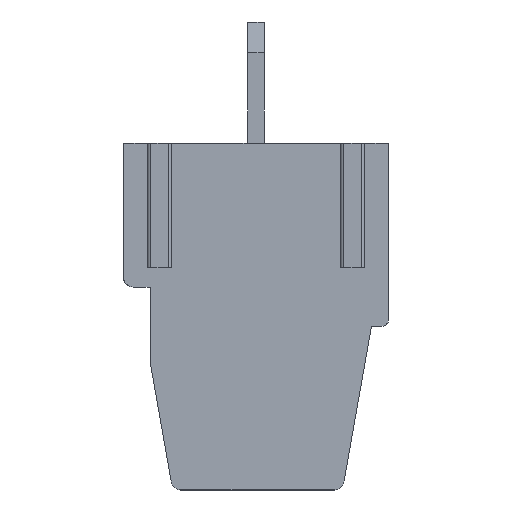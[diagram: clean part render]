
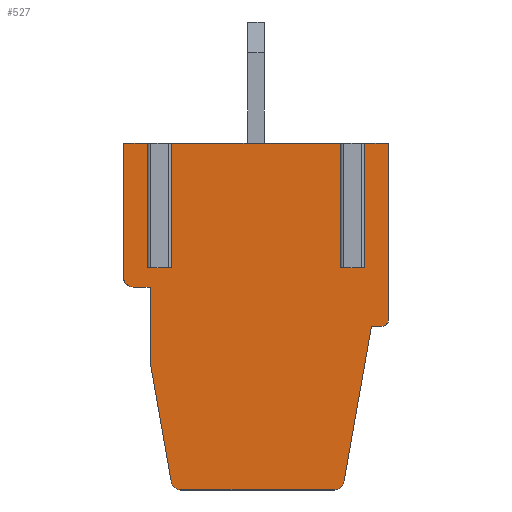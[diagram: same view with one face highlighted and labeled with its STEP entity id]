
A CAD part, front view. The second image highlights one B-rep face of the part: STEP entity #527.
In plain terms, the highlighted planar face has unit normal (0, -1, 0).
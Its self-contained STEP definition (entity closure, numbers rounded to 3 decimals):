
#527 = ADVANCED_FACE( '', ( #1098 ), #1099, .F. );
#1098 = FACE_OUTER_BOUND( '', #1706, .T. );
#1099 = PLANE( '', #1707 );
#1706 = EDGE_LOOP( '', ( #3271, #3272, #3273, #3274, #3275, #3276, #3277, #3278, #3279, #3280, #3281, #3282, #3283, #3284, #3285, #3286, #3287, #3288, #3289, #3290, #3291 ) );
#1707 = AXIS2_PLACEMENT_3D( '', #3292, #3293, #3294 );
#3271 = ORIENTED_EDGE( '', *, *, #4317, .T. );
#3272 = ORIENTED_EDGE( '', *, *, #4277, .T. );
#3273 = ORIENTED_EDGE( '', *, *, #3801, .F. );
#3274 = ORIENTED_EDGE( '', *, *, #3794, .T. );
#3275 = ORIENTED_EDGE( '', *, *, #4316, .T. );
#3276 = ORIENTED_EDGE( '', *, *, #4201, .T. );
#3277 = ORIENTED_EDGE( '', *, *, #4355, .F. );
#3278 = ORIENTED_EDGE( '', *, *, #3909, .T. );
#3279 = ORIENTED_EDGE( '', *, *, #4313, .T. );
#3280 = ORIENTED_EDGE( '', *, *, #4336, .T. );
#3281 = ORIENTED_EDGE( '', *, *, #4174, .T. );
#3282 = ORIENTED_EDGE( '', *, *, #4128, .F. );
#3283 = ORIENTED_EDGE( '', *, *, #4356, .F. );
#3284 = ORIENTED_EDGE( '', *, *, #4357, .F. );
#3285 = ORIENTED_EDGE( '', *, *, #4358, .T. );
#3286 = ORIENTED_EDGE( '', *, *, #4340, .T. );
#3287 = ORIENTED_EDGE( '', *, *, #4036, .T. );
#3288 = ORIENTED_EDGE( '', *, *, #4169, .F. );
#3289 = ORIENTED_EDGE( '', *, *, #4216, .F. );
#3290 = ORIENTED_EDGE( '', *, *, #3876, .T. );
#3291 = ORIENTED_EDGE( '', *, *, #4359, .T. );
#3292 = CARTESIAN_POINT( '', ( 88.298, -45., -4.395 ) );
#3293 = DIRECTION( '', ( 0., 1., 0. ) );
#3294 = DIRECTION( '', ( -1., 0., 0. ) );
#3794 = EDGE_CURVE( '', #4612, #4609, #4613, .F. );
#3801 = EDGE_CURVE( '', #4612, #4624, #4625, .T. );
#3876 = EDGE_CURVE( '', #4750, #4748, #4751, .F. );
#3909 = EDGE_CURVE( '', #4807, #4804, #4808, .F. );
#4036 = EDGE_CURVE( '', #5004, #5002, #5005, .F. );
#4128 = EDGE_CURVE( '', #5144, #5147, #5148, .T. );
#4169 = EDGE_CURVE( '', #5203, #5002, #5205, .T. );
#4174 = EDGE_CURVE( '', #5210, #5147, #5211, .F. );
#4201 = EDGE_CURVE( '', #5245, #5247, #5249, .T. );
#4216 = EDGE_CURVE( '', #4750, #5203, #5268, .T. );
#4277 = EDGE_CURVE( '', #5346, #4624, #5348, .T. );
#4313 = EDGE_CURVE( '', #4804, #5389, #5391, .T. );
#4316 = EDGE_CURVE( '', #4609, #5245, #5395, .T. );
#4317 = EDGE_CURVE( '', #5396, #5346, #5397, .T. );
#4336 = EDGE_CURVE( '', #5389, #5210, #5420, .T. );
#4340 = EDGE_CURVE( '', #5424, #5004, #5425, .T. );
#4355 = EDGE_CURVE( '', #4807, #5247, #5444, .T. );
#4356 = EDGE_CURVE( '', #5445, #5144, #5446, .T. );
#4357 = EDGE_CURVE( '', #5447, #5445, #5448, .T. );
#4358 = EDGE_CURVE( '', #5447, #5424, #5449, .F. );
#4359 = EDGE_CURVE( '', #4748, #5396, #5450, .T. );
#4609 = VERTEX_POINT( '', #5787 );
#4612 = VERTEX_POINT( '', #5790 );
#4613 = LINE( '', #5791, #5792 );
#4624 = VERTEX_POINT( '', #5806 );
#4625 = LINE( '', #5807, #5808 );
#4748 = VERTEX_POINT( '', #5983 );
#4750 = VERTEX_POINT( '', #5986 );
#4751 = CIRCLE( '', #5987, 0.198 );
#4804 = VERTEX_POINT( '', #6062 );
#4807 = VERTEX_POINT( '', #6065 );
#4808 = LINE( '', #6066, #6067 );
#5002 = VERTEX_POINT( '', #6353 );
#5004 = VERTEX_POINT( '', #6356 );
#5005 = CIRCLE( '', #6357, 0.298 );
#5144 = VERTEX_POINT( '', #6563 );
#5147 = VERTEX_POINT( '', #6567 );
#5148 = LINE( '', #6568, #6569 );
#5203 = VERTEX_POINT( '', #6652 );
#5205 = LINE( '', #6655, #6656 );
#5210 = VERTEX_POINT( '', #6663 );
#5211 = CIRCLE( '', #6664, 0.298 );
#5245 = VERTEX_POINT( '', #6716 );
#5247 = VERTEX_POINT( '', #6718 );
#5249 = LINE( '', #6720, #6721 );
#5268 = LINE( '', #6749, #6750 );
#5346 = VERTEX_POINT( '', #6868 );
#5348 = LINE( '', #6870, #6871 );
#5389 = VERTEX_POINT( '', #6928 );
#5391 = LINE( '', #6931, #6932 );
#5395 = LINE( '', #6938, #6939 );
#5396 = VERTEX_POINT( '', #6940 );
#5397 = LINE( '', #6941, #6942 );
#5420 = LINE( '', #6978, #6979 );
#5424 = VERTEX_POINT( '', #6985 );
#5425 = LINE( '', #6986, #6987 );
#5444 = LINE( '', #7013, #7014 );
#5445 = VERTEX_POINT( '', #7015 );
#5446 = LINE( '', #7016, #7017 );
#5447 = VERTEX_POINT( '', #7018 );
#5448 = LINE( '', #7019, #7020 );
#5449 = CIRCLE( '', #7021, 0.298 );
#5450 = LINE( '', #7022, #7023 );
#5787 = CARTESIAN_POINT( '', ( 94.63, -45., 0. ) );
#5790 = CARTESIAN_POINT( '', ( 94.63, -45., -3.8 ) );
#5791 = CARTESIAN_POINT( '', ( 94.63, -45., 0. ) );
#5792 = VECTOR( '', #7218, 1000. );
#5806 = CARTESIAN_POINT( '', ( 95.37, -45., -3.8 ) );
#5807 = CARTESIAN_POINT( '', ( 94.68, -45., -3.8 ) );
#5808 = VECTOR( '', #7228, 1000. );
#5983 = CARTESIAN_POINT( '', ( 96.096, -45., -5.398 ) );
#5986 = CARTESIAN_POINT( '', ( 95.898, -45., -5.596 ) );
#5987 = AXIS2_PLACEMENT_3D( '', #7297, #7298, #7299 );
#6062 = CARTESIAN_POINT( '', ( 88.73, -45., 0. ) );
#6065 = CARTESIAN_POINT( '', ( 88.73, -45., -3.8 ) );
#6066 = CARTESIAN_POINT( '', ( 88.73, -45., 0. ) );
#6067 = VECTOR( '', #7331, 1000. );
#6353 = CARTESIAN_POINT( '', ( 94.745, -45., -10.317 ) );
#6356 = CARTESIAN_POINT( '', ( 94.448, -45., -10.6 ) );
#6357 = AXIS2_PLACEMENT_3D( '', #7447, #7448, #7449 );
#6563 = CARTESIAN_POINT( '', ( 88.814, -45., -4.395 ) );
#6567 = CARTESIAN_POINT( '', ( 88.298, -45., -4.395 ) );
#6568 = CARTESIAN_POINT( '', ( 88.814, -45., -4.395 ) );
#6569 = VECTOR( '', #7545, 1000. );
#6652 = CARTESIAN_POINT( '', ( 95.577, -45., -5.596 ) );
#6655 = CARTESIAN_POINT( '', ( 95.577, -45., -5.596 ) );
#6656 = VECTOR( '', #7575, 1000. );
#6663 = CARTESIAN_POINT( '', ( 88., -45., -4.098 ) );
#6664 = AXIS2_PLACEMENT_3D( '', #7578, #7579, #7580 );
#6716 = CARTESIAN_POINT( '', ( 89.47, -45., 0. ) );
#6718 = CARTESIAN_POINT( '', ( 89.47, -45., -3.8 ) );
#6720 = CARTESIAN_POINT( '', ( 89.47, -45., 0. ) );
#6721 = VECTOR( '', #7607, 1000. );
#6749 = CARTESIAN_POINT( '', ( 96.096, -45., -5.596 ) );
#6750 = VECTOR( '', #7617, 1000. );
#6868 = CARTESIAN_POINT( '', ( 95.37, -45., 0. ) );
#6870 = CARTESIAN_POINT( '', ( 95.37, -45., 0. ) );
#6871 = VECTOR( '', #7666, 1000. );
#6928 = CARTESIAN_POINT( '', ( 88., -45., 0. ) );
#6931 = CARTESIAN_POINT( '', ( 91.497, -45., 0. ) );
#6932 = VECTOR( '', #7693, 1000. );
#6938 = CARTESIAN_POINT( '', ( 91.497, -45., 0. ) );
#6939 = VECTOR( '', #7696, 1000. );
#6940 = CARTESIAN_POINT( '', ( 96.096, -45., 0. ) );
#6941 = CARTESIAN_POINT( '', ( 91.497, -45., 0. ) );
#6942 = VECTOR( '', #7697, 1000. );
#6978 = CARTESIAN_POINT( '', ( 88., -45., 0. ) );
#6979 = VECTOR( '', #7720, 1000. );
#6985 = CARTESIAN_POINT( '', ( 89.748, -45., -10.6 ) );
#6986 = CARTESIAN_POINT( '', ( 92.098, -45., -10.6 ) );
#6987 = VECTOR( '', #7723, 1000. );
#7013 = CARTESIAN_POINT( '', ( 88.78, -45., -3.8 ) );
#7014 = VECTOR( '', #7737, 1000. );
#7015 = CARTESIAN_POINT( '', ( 88.814, -45., -6.704 ) );
#7016 = CARTESIAN_POINT( '', ( 88.814, -45., -6.704 ) );
#7017 = VECTOR( '', #7738, 1000. );
#7018 = CARTESIAN_POINT( '', ( 89.451, -45., -10.317 ) );
#7019 = CARTESIAN_POINT( '', ( 89.498, -45., -10.587 ) );
#7020 = VECTOR( '', #7739, 1000. );
#7021 = AXIS2_PLACEMENT_3D( '', #7740, #7741, #7742 );
#7022 = CARTESIAN_POINT( '', ( 96.096, -45., 0. ) );
#7023 = VECTOR( '', #7743, 1000. );
#7218 = DIRECTION( '', ( 0., 0., -1. ) );
#7228 = DIRECTION( '', ( 1., 0., 0. ) );
#7297 = CARTESIAN_POINT( '', ( 95.898, -45., -5.398 ) );
#7298 = DIRECTION( '', ( 0., 1., 0. ) );
#7299 = DIRECTION( '', ( 0., 0., 1. ) );
#7331 = DIRECTION( '', ( 0., 0., -1. ) );
#7447 = CARTESIAN_POINT( '', ( 94.448, -45., -10.302 ) );
#7448 = DIRECTION( '', ( 0., 1., 0. ) );
#7449 = DIRECTION( '', ( 0., 0., 1. ) );
#7545 = DIRECTION( '', ( -1., 0., 0. ) );
#7575 = DIRECTION( '', ( -0.174, 0., -0.985 ) );
#7578 = CARTESIAN_POINT( '', ( 88.298, -45., -4.098 ) );
#7579 = DIRECTION( '', ( 0., 1., 0. ) );
#7580 = DIRECTION( '', ( 0., 0., 1. ) );
#7607 = DIRECTION( '', ( 0., 0., -1. ) );
#7617 = DIRECTION( '', ( -1., 0., 0. ) );
#7666 = DIRECTION( '', ( 0., 0., -1. ) );
#7693 = DIRECTION( '', ( -1., 0., 0. ) );
#7696 = DIRECTION( '', ( -1., 0., 0. ) );
#7697 = DIRECTION( '', ( -1., 0., 0. ) );
#7720 = DIRECTION( '', ( 0., 0., -1. ) );
#7723 = DIRECTION( '', ( 1., 0., 0. ) );
#7737 = DIRECTION( '', ( 1., 0., 0. ) );
#7738 = DIRECTION( '', ( 0., 0., 1. ) );
#7739 = DIRECTION( '', ( -0.174, 0., 0.985 ) );
#7740 = CARTESIAN_POINT( '', ( 89.748, -45., -10.302 ) );
#7741 = DIRECTION( '', ( 0., 1., 0. ) );
#7742 = DIRECTION( '', ( 0., 0., 1. ) );
#7743 = DIRECTION( '', ( 0., 0., 1. ) );
